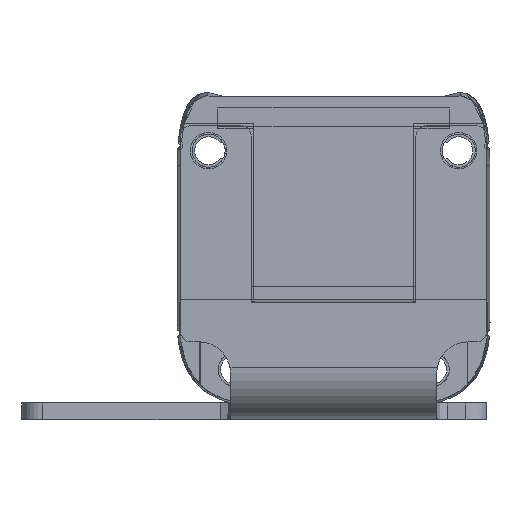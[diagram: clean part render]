
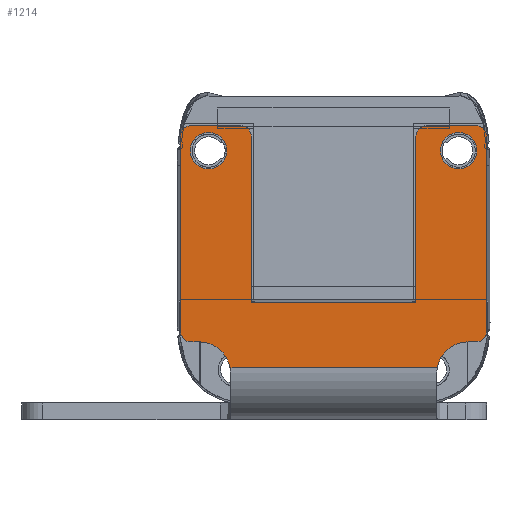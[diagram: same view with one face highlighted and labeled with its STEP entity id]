
A CAD part, front view. The second image highlights one B-rep face of the part: STEP entity #1214.
In plain terms, the highlighted planar face has unit normal (0, -1, 0).
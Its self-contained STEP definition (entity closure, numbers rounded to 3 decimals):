
#1214=ADVANCED_FACE('',(#1904,#1905,#1906),#1492,.T.);
#1492=PLANE('',#9447);
#1797=CIRCLE('',#9437,3.);
#1798=CIRCLE('',#9438,1.);
#1799=CIRCLE('',#9439,1.);
#1800=CIRCLE('',#9440,1.);
#1801=CIRCLE('',#9441,1.);
#1802=CIRCLE('',#9442,1.);
#1803=CIRCLE('',#9443,1.);
#1804=CIRCLE('',#9444,3.);
#1805=CIRCLE('',#9445,1.75);
#1806=CIRCLE('',#9446,1.75);
#1904=FACE_BOUND('',#2370,.T.);
#1905=FACE_BOUND('',#2371,.T.);
#1906=FACE_BOUND('',#2372,.T.);
#2370=EDGE_LOOP('',(#4747,#4748,#4749,#4750,#4751,#4752,#4753,#4754,#4755,
#4756,#4757,#4758,#4759,#4760,#4761,#4762,#4763,#4764));
#2371=EDGE_LOOP('',(#4765));
#2372=EDGE_LOOP('',(#4766));
#4747=ORIENTED_EDGE('',*,*,#6984,.T.);
#4748=ORIENTED_EDGE('',*,*,#6985,.F.);
#4749=ORIENTED_EDGE('',*,*,#6986,.T.);
#4750=ORIENTED_EDGE('',*,*,#6987,.T.);
#4751=ORIENTED_EDGE('',*,*,#6988,.T.);
#4752=ORIENTED_EDGE('',*,*,#6989,.T.);
#4753=ORIENTED_EDGE('',*,*,#6990,.T.);
#4754=ORIENTED_EDGE('',*,*,#6991,.F.);
#4755=ORIENTED_EDGE('',*,*,#6992,.F.);
#4756=ORIENTED_EDGE('',*,*,#6993,.T.);
#4757=ORIENTED_EDGE('',*,*,#6994,.T.);
#4758=ORIENTED_EDGE('',*,*,#6995,.F.);
#4759=ORIENTED_EDGE('',*,*,#6996,.T.);
#4760=ORIENTED_EDGE('',*,*,#6997,.F.);
#4761=ORIENTED_EDGE('',*,*,#6998,.T.);
#4762=ORIENTED_EDGE('',*,*,#6999,.T.);
#4763=ORIENTED_EDGE('',*,*,#7000,.T.);
#4764=ORIENTED_EDGE('',*,*,#7001,.T.);
#4765=ORIENTED_EDGE('',*,*,#7002,.F.);
#4766=ORIENTED_EDGE('',*,*,#7003,.T.);
#5758=VERTEX_POINT('',#15451);
#5759=VERTEX_POINT('',#15452);
#5760=VERTEX_POINT('',#15454);
#5761=VERTEX_POINT('',#15456);
#5762=VERTEX_POINT('',#15458);
#5763=VERTEX_POINT('',#15460);
#5764=VERTEX_POINT('',#15462);
#5765=VERTEX_POINT('',#15464);
#5766=VERTEX_POINT('',#15466);
#5767=VERTEX_POINT('',#15468);
#5768=VERTEX_POINT('',#15470);
#5769=VERTEX_POINT('',#15472);
#5770=VERTEX_POINT('',#15474);
#5771=VERTEX_POINT('',#15476);
#5772=VERTEX_POINT('',#15478);
#5773=VERTEX_POINT('',#15480);
#5774=VERTEX_POINT('',#15482);
#5775=VERTEX_POINT('',#15484);
#5776=VERTEX_POINT('',#15487);
#5777=VERTEX_POINT('',#15489);
#6984=EDGE_CURVE('',#5758,#5759,#1797,.T.);
#6985=EDGE_CURVE('',#5760,#5759,#7863,.T.);
#6986=EDGE_CURVE('',#5760,#5761,#1798,.T.);
#6987=EDGE_CURVE('',#5761,#5762,#7864,.T.);
#6988=EDGE_CURVE('',#5762,#5763,#1799,.T.);
#6989=EDGE_CURVE('',#5763,#5764,#7865,.T.);
#6990=EDGE_CURVE('',#5764,#5765,#1800,.T.);
#6991=EDGE_CURVE('',#5766,#5765,#7866,.T.);
#6992=EDGE_CURVE('',#5767,#5766,#7867,.T.);
#6993=EDGE_CURVE('',#5767,#5768,#7868,.T.);
#6994=EDGE_CURVE('',#5768,#5769,#1801,.T.);
#6995=EDGE_CURVE('',#5770,#5769,#7869,.T.);
#6996=EDGE_CURVE('',#5770,#5771,#1802,.T.);
#6997=EDGE_CURVE('',#5772,#5771,#7870,.T.);
#6998=EDGE_CURVE('',#5772,#5773,#1803,.T.);
#6999=EDGE_CURVE('',#5773,#5774,#7871,.T.);
#7000=EDGE_CURVE('',#5774,#5775,#1804,.T.);
#7001=EDGE_CURVE('',#5775,#5758,#7872,.T.);
#7002=EDGE_CURVE('',#5776,#5776,#1805,.T.);
#7003=EDGE_CURVE('',#5777,#5777,#1806,.T.);
#7863=LINE('',#15453,#8719);
#7864=LINE('',#15457,#8720);
#7865=LINE('',#15461,#8721);
#7866=LINE('',#15465,#8722);
#7867=LINE('',#15467,#8723);
#7868=LINE('',#15469,#8724);
#7869=LINE('',#15473,#8725);
#7870=LINE('',#15477,#8726);
#7871=LINE('',#15481,#8727);
#7872=LINE('',#15485,#8728);
#8719=VECTOR('',#11638,1.);
#8720=VECTOR('',#11641,1.);
#8721=VECTOR('',#11644,1.);
#8722=VECTOR('',#11647,1.);
#8723=VECTOR('',#11648,1.);
#8724=VECTOR('',#11649,1.);
#8725=VECTOR('',#11652,1.);
#8726=VECTOR('',#11655,1.);
#8727=VECTOR('',#11658,1.);
#8728=VECTOR('',#11661,1.);
#9437=AXIS2_PLACEMENT_3D('',#15450,#11636,#11637);
#9438=AXIS2_PLACEMENT_3D('',#15455,#11639,#11640);
#9439=AXIS2_PLACEMENT_3D('',#15459,#11642,#11643);
#9440=AXIS2_PLACEMENT_3D('',#15463,#11645,#11646);
#9441=AXIS2_PLACEMENT_3D('',#15471,#11650,#11651);
#9442=AXIS2_PLACEMENT_3D('',#15475,#11653,#11654);
#9443=AXIS2_PLACEMENT_3D('',#15479,#11656,#11657);
#9444=AXIS2_PLACEMENT_3D('',#15483,#11659,#11660);
#9445=AXIS2_PLACEMENT_3D('',#15486,#11662,#11663);
#9446=AXIS2_PLACEMENT_3D('',#15488,#11664,#11665);
#9447=AXIS2_PLACEMENT_3D('',#15490,#11666,#11667);
#11636=DIRECTION('',(0.,1.,0.));
#11637=DIRECTION('',(0.,0.,1.));
#11638=DIRECTION('',(-1.,0.,0.));
#11639=DIRECTION('',(0.,-1.,0.));
#11640=DIRECTION('',(0.,0.,1.));
#11641=DIRECTION('',(0.,0.,1.));
#11642=DIRECTION('',(0.,-1.,0.));
#11643=DIRECTION('',(0.,0.,-1.));
#11644=DIRECTION('',(-1.,0.,0.));
#11645=DIRECTION('',(0.,-1.,0.));
#11646=DIRECTION('',(0.,0.,-1.));
#11647=DIRECTION('',(0.,0.,1.));
#11648=DIRECTION('',(1.,0.,0.));
#11649=DIRECTION('',(0.,0.,1.));
#11650=DIRECTION('',(0.,-1.,0.));
#11651=DIRECTION('',(0.,0.,1.));
#11652=DIRECTION('',(1.,0.,0.));
#11653=DIRECTION('',(0.,-1.,0.));
#11654=DIRECTION('',(0.,0.,1.));
#11655=DIRECTION('',(0.,0.,1.));
#11656=DIRECTION('',(0.,-1.,0.));
#11657=DIRECTION('',(0.,0.,1.));
#11658=DIRECTION('',(1.,0.,0.));
#11659=DIRECTION('',(0.,1.,0.));
#11660=DIRECTION('',(0.,0.,1.));
#11661=DIRECTION('',(1.,0.,0.));
#11662=DIRECTION('',(0.,-1.,0.));
#11663=DIRECTION('',(0.,0.,1.));
#11664=DIRECTION('',(0.,1.,0.));
#11665=DIRECTION('',(0.,0.,-1.));
#11666=DIRECTION('',(0.,-1.,0.));
#11667=DIRECTION('',(-1.,0.,0.));
#15450=CARTESIAN_POINT('',(12.89,105.8,-139.533));
#15451=CARTESIAN_POINT('',(9.939,105.8,-138.994));
#15452=CARTESIAN_POINT('',(12.89,105.8,-136.533));
#15453=CARTESIAN_POINT('',(-7.89,105.8,-136.533));
#15454=CARTESIAN_POINT('',(13.69,105.8,-136.533));
#15455=CARTESIAN_POINT('',(13.69,105.8,-135.533));
#15456=CARTESIAN_POINT('',(14.69,105.8,-135.533));
#15457=CARTESIAN_POINT('',(14.69,105.8,-115.6));
#15458=CARTESIAN_POINT('',(14.69,105.8,-116.8));
#15459=CARTESIAN_POINT('',(13.69,105.8,-116.8));
#15460=CARTESIAN_POINT('',(13.69,105.8,-115.8));
#15461=CARTESIAN_POINT('',(7.89,105.8,-115.8));
#15462=CARTESIAN_POINT('',(8.89,105.8,-115.8));
#15463=CARTESIAN_POINT('',(8.89,105.8,-116.8));
#15464=CARTESIAN_POINT('',(7.89,105.8,-116.8));
#15465=CARTESIAN_POINT('',(7.89,105.8,-115.6));
#15466=CARTESIAN_POINT('',(7.89,105.8,-132.733));
#15467=CARTESIAN_POINT('',(-9.89,105.8,-132.733));
#15468=CARTESIAN_POINT('',(-7.89,105.8,-132.733));
#15469=CARTESIAN_POINT('',(-7.89,105.8,-115.6));
#15470=CARTESIAN_POINT('',(-7.89,105.8,-116.8));
#15471=CARTESIAN_POINT('',(-8.89,105.8,-116.8));
#15472=CARTESIAN_POINT('',(-8.89,105.8,-115.8));
#15473=CARTESIAN_POINT('',(-7.89,105.8,-115.8));
#15474=CARTESIAN_POINT('',(-13.69,105.8,-115.8));
#15475=CARTESIAN_POINT('',(-13.69,105.8,-116.8));
#15476=CARTESIAN_POINT('',(-14.69,105.8,-116.8));
#15477=CARTESIAN_POINT('',(-14.69,105.8,-115.6));
#15478=CARTESIAN_POINT('',(-14.69,105.8,-135.533));
#15479=CARTESIAN_POINT('',(-13.69,105.8,-135.533));
#15480=CARTESIAN_POINT('',(-13.69,105.8,-136.533));
#15481=CARTESIAN_POINT('',(-7.89,105.8,-136.533));
#15482=CARTESIAN_POINT('',(-12.89,105.8,-136.533));
#15483=CARTESIAN_POINT('',(-12.89,105.8,-139.533));
#15484=CARTESIAN_POINT('',(-9.939,105.8,-138.994));
#15485=CARTESIAN_POINT('',(-9.89,105.8,-138.994));
#15486=CARTESIAN_POINT('',(-12.,105.8,-118.2));
#15487=CARTESIAN_POINT('',(-12.,105.8,-116.45));
#15488=CARTESIAN_POINT('',(12.,105.8,-118.2));
#15489=CARTESIAN_POINT('',(12.,105.8,-119.95));
#15490=CARTESIAN_POINT('',(-9.89,105.8,-142.394));
